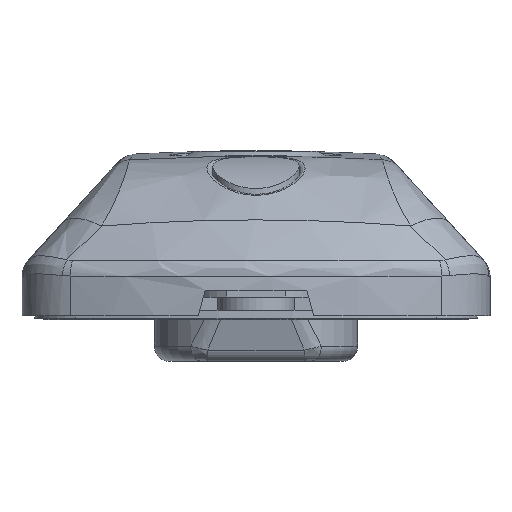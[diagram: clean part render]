
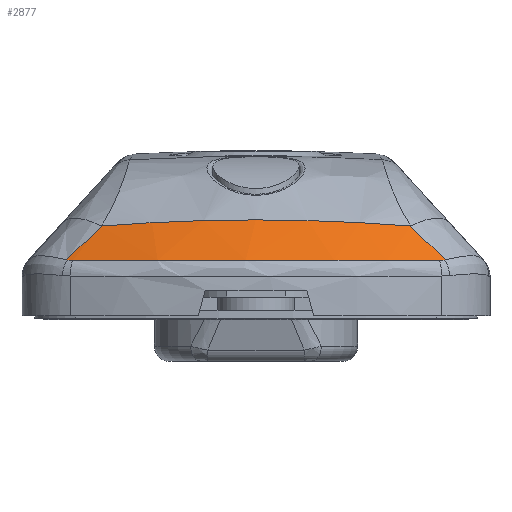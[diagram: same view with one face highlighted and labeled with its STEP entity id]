
A CAD part, front view. The second image highlights one B-rep face of the part: STEP entity #2877.
In plain terms, the highlighted free-form (B-spline) face has degree [3, 1] with [4, 2] control points.
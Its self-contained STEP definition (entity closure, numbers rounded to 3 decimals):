
#10 = B_SPLINE_CURVE_WITH_KNOTS ( 'NONE', 3,
 ( #13603, #11751, #6793, #3146 ),
 .UNSPECIFIED., .F., .F.,
 ( 4, 4 ),
 ( 0., 0.001 ),
 .UNSPECIFIED. ) ;
#394 = CARTESIAN_POINT ( 'NONE',  ( -12.854, -44.565, 18.603 ) ) ;
#1255 = CARTESIAN_POINT ( 'NONE',  ( -30.412, -41.471, 17.594 ) ) ;
#1666 = CARTESIAN_POINT ( 'NONE',  ( 24.278, -48.9, 10.88 ) ) ;
#1801 = CARTESIAN_POINT ( 'NONE',  ( 27.916, -42.097, 17.798 ) ) ;
#1942 = CARTESIAN_POINT ( 'NONE',  ( -20.456, -43.636, 18.299 ) ) ;
#2027 = CARTESIAN_POINT ( 'NONE',  ( 20.37, -43.572, 18.278 ) ) ;
#2069 = ORIENTED_EDGE ( 'NONE', *, *, #3550, .T. ) ;
#2073 = CARTESIAN_POINT ( 'NONE',  ( 55., -11.343, 39.5 ) ) ;
#2131 = FACE_OUTER_BOUND ( 'NONE', #12305, .T. ) ;
#2489 = ORIENTED_EDGE ( 'NONE', *, *, #4778, .T. ) ;
#2877 = ADVANCED_FACE ( 'NONE', ( #2131 ), #16955, .F. ) ;
#3146 = CARTESIAN_POINT ( 'NONE',  ( -36.067, -45.129, 10.859 ) ) ;
#3463 = CARTESIAN_POINT ( 'NONE',  ( -0.779, -51.83, 10.894 ) ) ;
#3550 = EDGE_CURVE ( 'NONE', #21010, #14408, #12935, .T. ) ;
#3599 = CARTESIAN_POINT ( 'NONE',  ( 5.126, -45.191, 18.808 ) ) ;
#3739 = CARTESIAN_POINT ( 'NONE',  ( -5.173, -45.092, 18.775 ) ) ;
#3784 = CARTESIAN_POINT ( 'NONE',  ( -37.193, -44.62, 10.938 ) ) ;
#4087 = CARTESIAN_POINT ( 'NONE',  ( 36.067, -45.129, 10.859 ) ) ;
#4114 = B_SPLINE_CURVE_WITH_KNOTS ( 'NONE', 3,
 ( #1255, #17343, #15413, #3784 ),
 .UNSPECIFIED., .F., .F.,
 ( 4, 4 ),
 ( 0., 0.833 ),
 .UNSPECIFIED. ) ;
#4778 = EDGE_CURVE ( 'NONE', #6722, #11184, #10, .T. ) ;
#5019 = CARTESIAN_POINT ( 'NONE',  ( 6.159, -51.831, 10.894 ) ) ;
#5172 = CARTESIAN_POINT ( 'NONE',  ( -3.873, -51.758, 10.894 ) ) ;
#5210 = EDGE_CURVE ( 'NONE', #18968, #21010, #10411, .T. ) ;
#5228 = CARTESIAN_POINT ( 'NONE',  ( -10.305, -44.799, 18.679 ) ) ;
#5319 = CARTESIAN_POINT ( 'NONE',  ( -7.73, -51.544, 10.893 ) ) ;
#5457 = CARTESIAN_POINT ( 'NONE',  ( -6.459, -45.033, 18.756 ) ) ;
#6722 = VERTEX_POINT ( 'NONE', #8744 ) ;
#6793 = CARTESIAN_POINT ( 'NONE',  ( -36.454, -44.98, 10.858 ) ) ;
#6953 = CARTESIAN_POINT ( 'NONE',  ( -24.378, -49.018, 10.88 ) ) ;
#7008 = CARTESIAN_POINT ( 'NONE',  ( 30.413, -41.471, 17.594 ) ) ;
#7235 = CARTESIAN_POINT ( 'NONE',  ( 10.234, -44.882, 18.706 ) ) ;
#8513 = CARTESIAN_POINT ( 'NONE',  ( -3.098, -51.785, 10.894 ) ) ;
#8582 = CARTESIAN_POINT ( 'NONE',  ( -15.359, -50.696, 10.889 ) ) ;
#8744 = CARTESIAN_POINT ( 'NONE',  ( -37.193, -44.62, 10.938 ) ) ;
#8862 = CARTESIAN_POINT ( 'NONE',  ( -1.305, -45.19, 18.807 ) ) ;
#8914 = CARTESIAN_POINT ( 'NONE',  ( 20.597, -34., 39.5 ) ) ;
#9056 = ORIENTED_EDGE ( 'NONE', *, *, #5210, .T. ) ;
#9740 = ORIENTED_EDGE ( 'NONE', *, *, #12046, .T. ) ;
#10335 = CARTESIAN_POINT ( 'NONE',  ( -36.067, -45.129, 10.859 ) ) ;
#10350 = CARTESIAN_POINT ( 'NONE',  ( -25.465, -42.712, 17.998 ) ) ;
#10411 = B_SPLINE_CURVE_WITH_KNOTS ( 'NONE', 3,
 ( #19535, #21307, #16407, #11002 ),
 .UNSPECIFIED., .F., .F.,
 ( 4, 4 ),
 ( 0.167, 1. ),
 .UNSPECIFIED. ) ;
#11002 = CARTESIAN_POINT ( 'NONE',  ( 30.413, -41.471, 17.594 ) ) ;
#11184 = VERTEX_POINT ( 'NONE', #10335 ) ;
#11238 = CARTESIAN_POINT ( 'NONE',  ( 36.067, -45.129, 10.859 ) ) ;
#11751 = CARTESIAN_POINT ( 'NONE',  ( -36.829, -44.811, 10.884 ) ) ;
#11768 = CARTESIAN_POINT ( 'NONE',  ( 36.067, -45.129, 10.859 ) ) ;
#12046 = EDGE_CURVE ( 'NONE', #14408, #6722, #4114, .T. ) ;
#12068 = CARTESIAN_POINT ( 'NONE',  ( 21.285, -49.596, 10.883 ) ) ;
#12270 = CARTESIAN_POINT ( 'NONE',  ( -30.412, -41.471, 17.594 ) ) ;
#12305 = EDGE_LOOP ( 'NONE', ( #9740, #2489, #18759, #13809, #9056, #2069 ) ) ;
#12317 = CARTESIAN_POINT ( 'NONE',  ( 55., -39.028, 6.507 ) ) ;
#12797 = CARTESIAN_POINT ( 'NONE',  ( 30.413, -41.471, 17.594 ) ) ;
#12935 = B_SPLINE_CURVE_WITH_KNOTS ( 'NONE', 3,
 ( #7008, #1801, #20530, #2027, #13675, #7235, #3599, #8862, #13881, #3739, #5457, #5228, #394, #1942, #10350, #12270 ),
 .UNSPECIFIED., .F., .F.,
 ( 4, 2, 2, 2, 2, 2, 2, 4 ),
 ( 0.009, 0.017, 0.025, 0.04, 0.044, 0.048, 0.056, 0.071 ),
 .UNSPECIFIED. ) ;
#13401 = CARTESIAN_POINT ( 'NONE',  ( -30.281, -47.356, 10.872 ) ) ;
#13472 = CARTESIAN_POINT ( 'NONE',  ( -1.551, -51.821, 10.894 ) ) ;
#13603 = CARTESIAN_POINT ( 'NONE',  ( -37.193, -44.62, 10.938 ) ) ;
#13675 = CARTESIAN_POINT ( 'NONE',  ( 17.843, -43.957, 18.404 ) ) ;
#13764 = CARTESIAN_POINT ( 'NONE',  ( 12.253, -51.268, 10.891 ) ) ;
#13809 = ORIENTED_EDGE ( 'NONE', *, *, #17454, .T. ) ;
#13881 = CARTESIAN_POINT ( 'NONE',  ( -2.594, -45.17, 18.801 ) ) ;
#14005 = CARTESIAN_POINT ( 'NONE',  ( -55., -39.028, 6.507 ) ) ;
#14315 = CARTESIAN_POINT ( 'NONE',  ( 36.829, -44.811, 10.884 ) ) ;
#14408 = VERTEX_POINT ( 'NONE', #20058 ) ;
#15170 = CARTESIAN_POINT ( 'NONE',  ( 28.738, -47.642, 10.873 ) ) ;
#15413 = CARTESIAN_POINT ( 'NONE',  ( -35.049, -43.712, 13.044 ) ) ;
#15458 = CARTESIAN_POINT ( 'NONE',  ( 34.621, -45.686, 10.862 ) ) ;
#15490 = CARTESIAN_POINT ( 'NONE',  ( -20.597, -61.685, 6.507 ) ) ;
#16023 = CARTESIAN_POINT ( 'NONE',  ( 37.193, -44.62, 10.938 ) ) ;
#16407 = CARTESIAN_POINT ( 'NONE',  ( 32.789, -42.669, 15.263 ) ) ;
#16718 = EDGE_CURVE ( 'NONE', #11184, #17709, #17754, .T. ) ;
#16884 = CARTESIAN_POINT ( 'NONE',  ( 30.222, -47.187, 10.87 ) ) ;
#16955 =( BOUNDED_SURFACE ( )  B_SPLINE_SURFACE ( 3, 1, ( 
 ( #12317, #2073 ),
 ( #20931, #8914 ),
 ( #15490, #19213 ),
 ( #14005, #18989 ) ),
 .UNSPECIFIED., .F., .F., .F. ) 
 B_SPLINE_SURFACE_WITH_KNOTS ( ( 4, 4 ),
 ( 2, 2 ),
 ( 0., 1. ),
 ( 0., 1. ),
 .UNSPECIFIED. ) 
 GEOMETRIC_REPRESENTATION_ITEM ( )  RATIONAL_B_SPLINE_SURFACE ( (
 ( 1., 1.),
 ( 0.89, 0.89),
 ( 0.89, 0.89),
 ( 1., 1.) ) ) 
 REPRESENTATION_ITEM ( '' )  SURFACE ( )  );
#17182 = B_SPLINE_CURVE_WITH_KNOTS ( 'NONE', 3,
 ( #4087, #17645, #14315, #16023 ),
 .UNSPECIFIED., .F., .F.,
 ( 4, 4 ),
 ( 0., 0.001 ),
 .UNSPECIFIED. ) ;
#17343 = CARTESIAN_POINT ( 'NONE',  ( -32.789, -42.669, 15.263 ) ) ;
#17454 = EDGE_CURVE ( 'NONE', #17709, #18968, #17182, .T. ) ;
#17645 = CARTESIAN_POINT ( 'NONE',  ( 36.454, -44.98, 10.858 ) ) ;
#17709 = VERTEX_POINT ( 'NONE', #11238 ) ;
#17754 = B_SPLINE_CURVE_WITH_KNOTS ( 'NONE', 3,
 ( #21638, #13401, #6953, #8582, #20465, #5319, #20540, #5172, #8513, #13472, #3463, #5019, #13764, #12068, #1666, #15170, #16884, #20392, #15458, #11768 ),
 .UNSPECIFIED., .F., .F.,
 ( 4, 2, 2, 2, 2, 2, 2, 2, 2, 4 ),
 ( 0., 0.018, 0.028, 0.032, 0.034, 0.037, 0.055, 0.064, 0.069, 0.073 ),
 .UNSPECIFIED. ) ;
#18759 = ORIENTED_EDGE ( 'NONE', *, *, #16718, .T. ) ;
#18968 = VERTEX_POINT ( 'NONE', #20856 ) ;
#18989 = CARTESIAN_POINT ( 'NONE',  ( -55., -11.343, 39.5 ) ) ;
#19213 = CARTESIAN_POINT ( 'NONE',  ( -20.597, -34., 39.5 ) ) ;
#19535 = CARTESIAN_POINT ( 'NONE',  ( 37.193, -44.62, 10.938 ) ) ;
#20058 = CARTESIAN_POINT ( 'NONE',  ( -30.412, -41.471, 17.594 ) ) ;
#20392 = CARTESIAN_POINT ( 'NONE',  ( 33.162, -46.209, 10.865 ) ) ;
#20465 = CARTESIAN_POINT ( 'NONE',  ( -12.325, -51.118, 10.891 ) ) ;
#20530 = CARTESIAN_POINT ( 'NONE',  ( 25.406, -42.642, 17.975 ) ) ;
#20540 = CARTESIAN_POINT ( 'NONE',  ( -6.192, -51.651, 10.893 ) ) ;
#20856 = CARTESIAN_POINT ( 'NONE',  ( 37.193, -44.62, 10.938 ) ) ;
#20931 = CARTESIAN_POINT ( 'NONE',  ( 20.597, -61.685, 6.507 ) ) ;
#21010 = VERTEX_POINT ( 'NONE', #12797 ) ;
#21307 = CARTESIAN_POINT ( 'NONE',  ( 35.049, -43.712, 13.044 ) ) ;
#21638 = CARTESIAN_POINT ( 'NONE',  ( -36.067, -45.129, 10.859 ) ) ;
